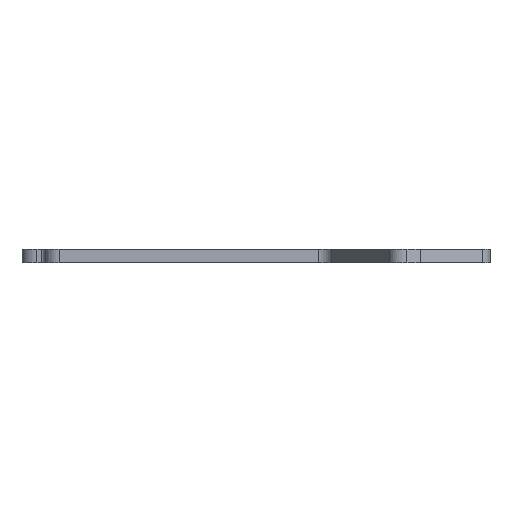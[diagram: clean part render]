
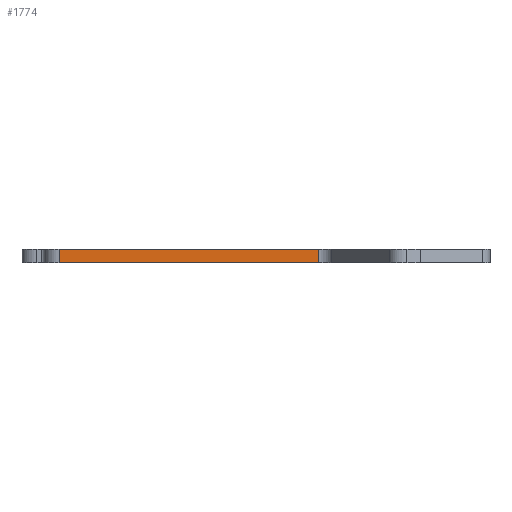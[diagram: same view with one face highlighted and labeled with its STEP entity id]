
A CAD part, left-side view. The second image highlights one B-rep face of the part: STEP entity #1774.
In plain terms, the highlighted planar face has unit normal (-1, 0, 0).
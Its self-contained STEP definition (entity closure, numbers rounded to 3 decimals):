
#21 = EDGE_CURVE('',#22,#24,#26,.T.);
#22 = VERTEX_POINT('',#23);
#23 = CARTESIAN_POINT('',(141.5,75.5,8.4));
#24 = VERTEX_POINT('',#25);
#25 = CARTESIAN_POINT('',(141.5,19.939,8.4)
  );
#26 = LINE('',#27,#28);
#27 = CARTESIAN_POINT('',(141.5,67.191,8.4)
  );
#28 = VECTOR('',#29,1.);
#29 = DIRECTION('',(0.,-1.,0.));
#1774 = ADVANCED_FACE('',(#1775),#1800,.F.);
#1775 = FACE_BOUND('',#1776,.T.);
#1776 = EDGE_LOOP('',(#1777,#1778,#1786,#1794));
#1777 = ORIENTED_EDGE('',*,*,#21,.T.);
#1778 = ORIENTED_EDGE('',*,*,#1779,.F.);
#1779 = EDGE_CURVE('',#1780,#24,#1782,.T.);
#1780 = VERTEX_POINT('',#1781);
#1781 = CARTESIAN_POINT('',(141.5,19.939,
    11.2));
#1782 = LINE('',#1783,#1784);
#1783 = CARTESIAN_POINT('',(141.5,19.939,
    11.2));
#1784 = VECTOR('',#1785,1.);
#1785 = DIRECTION('',(0.,0.,-1.));
#1786 = ORIENTED_EDGE('',*,*,#1787,.F.);
#1787 = EDGE_CURVE('',#1788,#1780,#1790,.T.);
#1788 = VERTEX_POINT('',#1789);
#1789 = CARTESIAN_POINT('',(141.5,75.5,11.2));
#1790 = LINE('',#1791,#1792);
#1791 = CARTESIAN_POINT('',(141.5,67.191,
    11.2));
#1792 = VECTOR('',#1793,1.);
#1793 = DIRECTION('',(0.,-1.,0.));
#1794 = ORIENTED_EDGE('',*,*,#1795,.T.);
#1795 = EDGE_CURVE('',#1788,#22,#1796,.T.);
#1796 = LINE('',#1797,#1798);
#1797 = CARTESIAN_POINT('',(141.5,75.5,11.2));
#1798 = VECTOR('',#1799,1.);
#1799 = DIRECTION('',(0.,0.,-1.));
#1800 = PLANE('',#1801);
#1801 = AXIS2_PLACEMENT_3D('',#1802,#1803,#1804);
#1802 = CARTESIAN_POINT('',(141.5,97.7,172.158));
#1803 = DIRECTION('',(1.,0.,0.));
#1804 = DIRECTION('',(0.,1.,0.));
